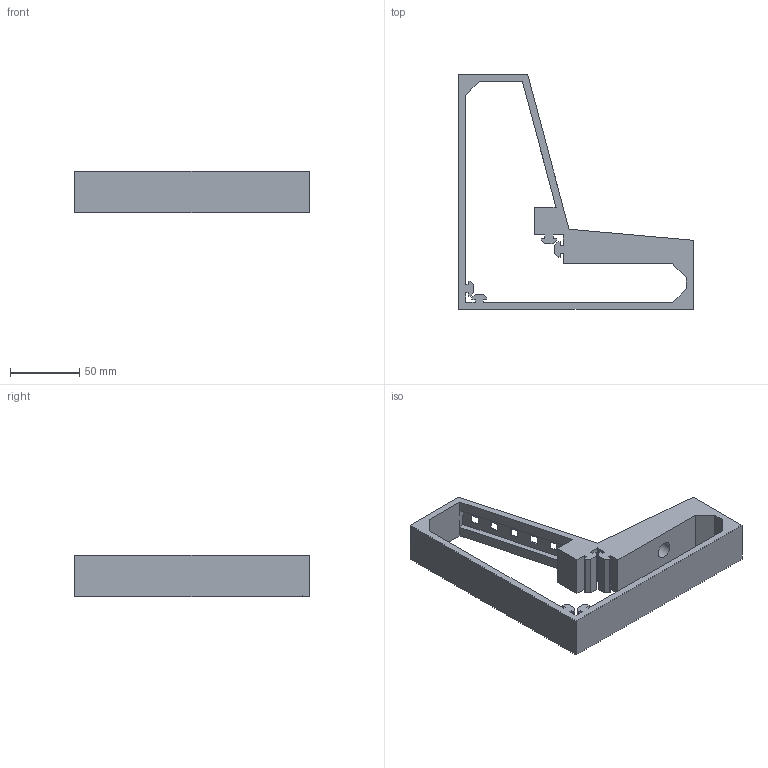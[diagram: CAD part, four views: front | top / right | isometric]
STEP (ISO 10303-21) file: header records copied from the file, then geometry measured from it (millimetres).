
FILE_DESCRIPTION(('FreeCAD Model'),'2;1');
FILE_NAME('Open CASCADE Shape Model','2025-07-12T08:48:26',(''),(''), 'Open CASCADE STEP processor 7.8','FreeCAD','Unknown');
FILE_SCHEMA(('AUTOMOTIVE_DESIGN { 1 0 10303 214 1 1 1 1 }'));
Length unit declared in the file: millimetre
Products named in the file (1): LEDModule1
Bounding box: 170 x 170 x 30 mm (x, y, z)
Volume: 150736.4 mm3; surface area: 52679.2 mm2
Topology: 1 solids, 1 shells, 92 faces, 265 edges, 176 vertices
Faces by surface type: plane 91, cylinder 1
Full cylindrical faces by diameter (mm): 12 x1
Entity records: 3005 total; most frequent: CARTESIAN_POINT 534, ORIENTED_EDGE 530, DIRECTION 453, EDGE_CURVE 265, LINE 263, VECTOR 263, VERTEX_POINT 176, FACE_BOUND 107
